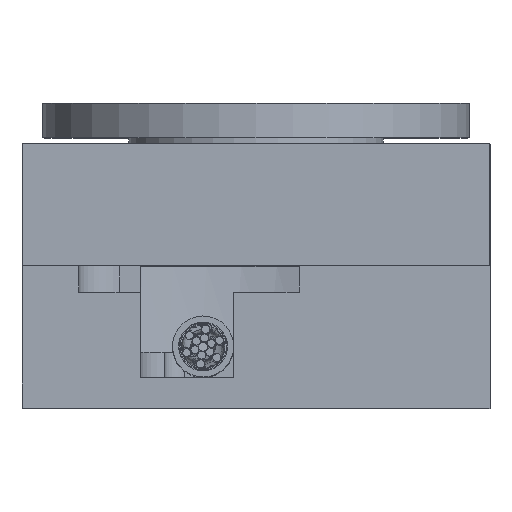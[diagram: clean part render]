
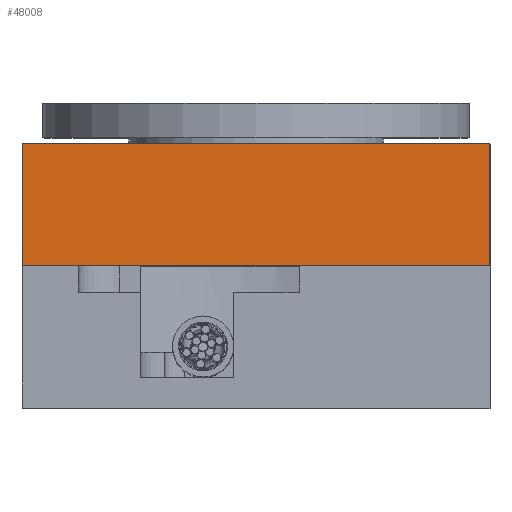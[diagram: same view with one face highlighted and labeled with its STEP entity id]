
A CAD part, top view. The second image highlights one B-rep face of the part: STEP entity #48008.
In plain terms, the highlighted planar face has unit normal (0, 0, 1).
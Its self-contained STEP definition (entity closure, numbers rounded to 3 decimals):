
#279 = VERTEX_POINT ( 'NONE', #7873 ) ;
#5792 = CARTESIAN_POINT ( 'NONE',  ( -11.5, 12.5, 14.5 ) ) ;
#7873 = CARTESIAN_POINT ( 'NONE',  ( 11.5, 12.5, 14.5 ) ) ;
#8558 = AXIS2_PLACEMENT_3D ( 'NONE', #25601, #42196, #41940 ) ;
#9784 = DIRECTION ( 'NONE',  ( 1., 0., 0. ) ) ;
#10244 = DIRECTION ( 'NONE',  ( 0., -1., 0. ) ) ;
#14292 = ORIENTED_EDGE ( 'NONE', *, *, #37649, .F. ) ;
#15392 = EDGE_CURVE ( 'NONE', #46371, #47122, #20723, .T. ) ;
#16875 = VERTEX_POINT ( 'NONE', #43159 ) ;
#17324 = DIRECTION ( 'NONE',  ( 0., -1., 0. ) ) ;
#18733 = VECTOR ( 'NONE', #9784, 1000. ) ;
#19056 = EDGE_LOOP ( 'NONE', ( #38522, #14292, #33617, #21889 ) ) ;
#19136 = VECTOR ( 'NONE', #23668, 1000. ) ;
#20013 = CARTESIAN_POINT ( 'NONE',  ( 11.5, 6.5, 14.5 ) ) ;
#20298 = VECTOR ( 'NONE', #17324, 1000. ) ;
#20676 = CARTESIAN_POINT ( 'NONE',  ( -11.5, 6.5, 14.5 ) ) ;
#20723 = LINE ( 'NONE', #44522, #19136 ) ;
#21889 = ORIENTED_EDGE ( 'NONE', *, *, #33476, .T. ) ;
#23668 = DIRECTION ( 'NONE',  ( 1., 0., 0. ) ) ;
#25329 = PLANE ( 'NONE',  #8558 ) ;
#25601 = CARTESIAN_POINT ( 'NONE',  ( -11.5, 12.5, 14.5 ) ) ;
#30530 = LINE ( 'NONE', #46826, #33060 ) ;
#33060 = VECTOR ( 'NONE', #10244, 1000. ) ;
#33476 = EDGE_CURVE ( 'NONE', #16875, #46371, #30530, .T. ) ;
#33617 = ORIENTED_EDGE ( 'NONE', *, *, #45184, .F. ) ;
#33898 = CARTESIAN_POINT ( 'NONE',  ( 11.5, 12.5, 14.5 ) ) ;
#37649 = EDGE_CURVE ( 'NONE', #279, #47122, #37902, .T. ) ;
#37902 = LINE ( 'NONE', #33898, #20298 ) ;
#38522 = ORIENTED_EDGE ( 'NONE', *, *, #15392, .T. ) ;
#41940 = DIRECTION ( 'NONE',  ( -1., 0., 0. ) ) ;
#42196 = DIRECTION ( 'NONE',  ( 0., 0., -1. ) ) ;
#43159 = CARTESIAN_POINT ( 'NONE',  ( -11.5, 12.5, 14.5 ) ) ;
#43181 = LINE ( 'NONE', #5792, #18733 ) ;
#44522 = CARTESIAN_POINT ( 'NONE',  ( -11.5, 6.5, 14.5 ) ) ;
#45139 = FACE_OUTER_BOUND ( 'NONE', #19056, .T. ) ;
#45184 = EDGE_CURVE ( 'NONE', #16875, #279, #43181, .T. ) ;
#46371 = VERTEX_POINT ( 'NONE', #20676 ) ;
#46826 = CARTESIAN_POINT ( 'NONE',  ( -11.5, 12.5, 14.5 ) ) ;
#47122 = VERTEX_POINT ( 'NONE', #20013 ) ;
#48008 = ADVANCED_FACE ( 'NONE', ( #45139 ), #25329, .F. ) ;
